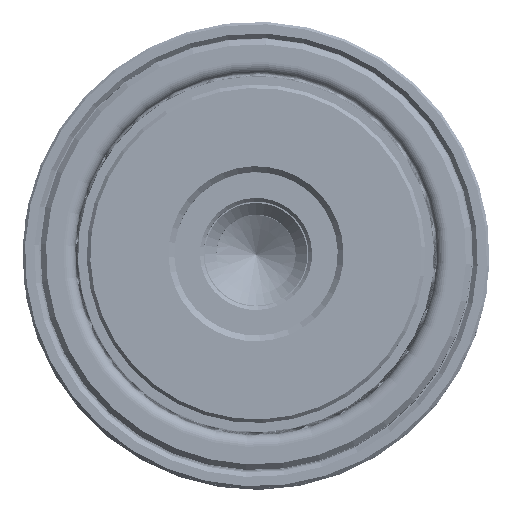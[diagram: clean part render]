
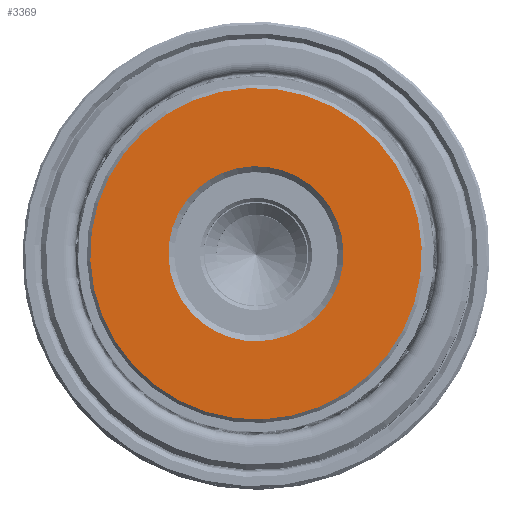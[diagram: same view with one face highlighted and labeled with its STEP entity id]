
A CAD part, top view. The second image highlights one B-rep face of the part: STEP entity #3369.
In plain terms, the highlighted face is planar.
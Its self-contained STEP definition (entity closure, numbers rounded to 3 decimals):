
#1413 = CARTESIAN_POINT ( 'NONE',  ( 14.2, 0., 0. ) ) ;
#1771 = EDGE_CURVE ( 'NONE', #25235, #43672, #28960, .T. ) ;
#3369 = ADVANCED_FACE ( 'NONE', ( #23052, #32372 ), #17338, .F. ) ;
#4158 = CARTESIAN_POINT ( 'NONE',  ( 0., 0., 0. ) ) ;
#4329 = CARTESIAN_POINT ( 'NONE',  ( 0., 0., 0. ) ) ;
#5701 = AXIS2_PLACEMENT_3D ( 'NONE', #34718, #13829, #38217 ) ;
#6724 = EDGE_CURVE ( 'NONE', #43672, #25235, #29116, .T. ) ;
#6788 = EDGE_CURVE ( 'NONE', #21872, #42401, #9440, .T. ) ;
#7673 = DIRECTION ( 'NONE',  ( 1., 0., 0. ) ) ;
#7845 = DIRECTION ( 'NONE',  ( 1., 0., 0. ) ) ;
#8105 = CIRCLE ( 'NONE', #5701, 14.2 ) ;
#8256 = DIRECTION ( 'NONE',  ( 0., 0., -1. ) ) ;
#9283 = ORIENTED_EDGE ( 'NONE', *, *, #20107, .T. ) ;
#9440 = CIRCLE ( 'NONE', #12106, 14.2 ) ;
#9754 = AXIS2_PLACEMENT_3D ( 'NONE', #4158, #28585, #7673 ) ;
#12106 = AXIS2_PLACEMENT_3D ( 'NONE', #29166, #8256, #32655 ) ;
#13491 = DIRECTION ( 'NONE',  ( 1., 0., 0. ) ) ;
#13829 = DIRECTION ( 'NONE',  ( 0., 0., -1. ) ) ;
#15969 = ORIENTED_EDGE ( 'NONE', *, *, #6788, .T. ) ;
#16644 = CARTESIAN_POINT ( 'NONE',  ( 7.5, 0., 0. ) ) ;
#17338 = PLANE ( 'NONE',  #30473 ) ;
#20107 = EDGE_CURVE ( 'NONE', #42401, #21872, #8105, .T. ) ;
#21872 = VERTEX_POINT ( 'NONE', #30752 ) ;
#23052 = FACE_OUTER_BOUND ( 'NONE', #44002, .T. ) ;
#25235 = VERTEX_POINT ( 'NONE', #16644 ) ;
#26367 = EDGE_LOOP ( 'NONE', ( #41074, #35471 ) ) ;
#28585 = DIRECTION ( 'NONE',  ( 0., 0., 1. ) ) ;
#28740 = DIRECTION ( 'NONE',  ( 0., 0., 1. ) ) ;
#28960 = CIRCLE ( 'NONE', #33072, 7.5 ) ;
#29116 = CIRCLE ( 'NONE', #9754, 7.5 ) ;
#29166 = CARTESIAN_POINT ( 'NONE',  ( 0., 0., 0. ) ) ;
#30473 = AXIS2_PLACEMENT_3D ( 'NONE', #30878, #34393, #13491 ) ;
#30752 = CARTESIAN_POINT ( 'NONE',  ( -14.2, 0., 0. ) ) ;
#30878 = CARTESIAN_POINT ( 'NONE',  ( 0., 0., 0. ) ) ;
#32372 = FACE_BOUND ( 'NONE', #26367, .T. ) ;
#32655 = DIRECTION ( 'NONE',  ( 1., 0., 0. ) ) ;
#33072 = AXIS2_PLACEMENT_3D ( 'NONE', #4329, #28740, #7845 ) ;
#34393 = DIRECTION ( 'NONE',  ( 0., 0., 1. ) ) ;
#34718 = CARTESIAN_POINT ( 'NONE',  ( 0., 0., 0. ) ) ;
#35471 = ORIENTED_EDGE ( 'NONE', *, *, #1771, .T. ) ;
#38217 = DIRECTION ( 'NONE',  ( 1., 0., 0. ) ) ;
#39790 = CARTESIAN_POINT ( 'NONE',  ( -7.5, 0., 0. ) ) ;
#41074 = ORIENTED_EDGE ( 'NONE', *, *, #6724, .T. ) ;
#42401 = VERTEX_POINT ( 'NONE', #1413 ) ;
#43672 = VERTEX_POINT ( 'NONE', #39790 ) ;
#44002 = EDGE_LOOP ( 'NONE', ( #9283, #15969 ) ) ;
